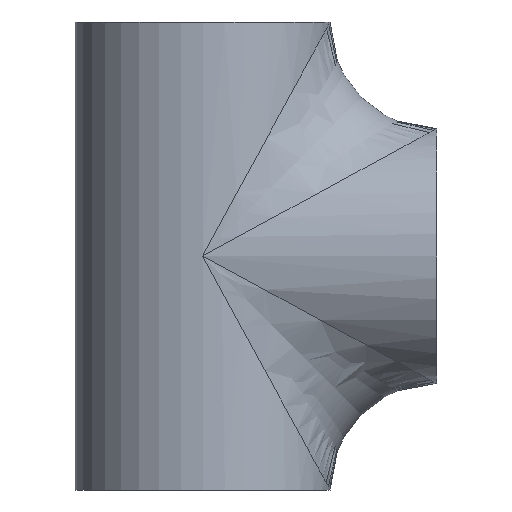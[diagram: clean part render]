
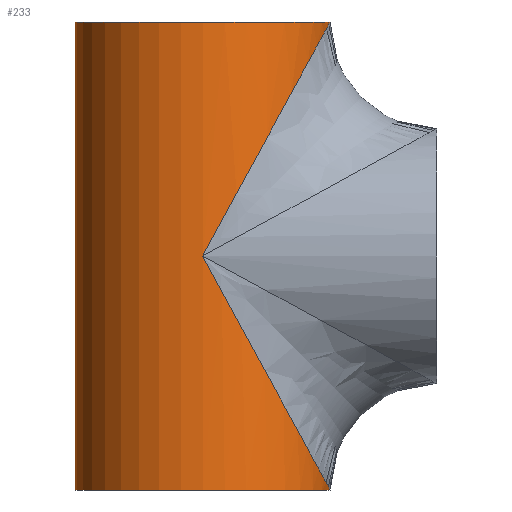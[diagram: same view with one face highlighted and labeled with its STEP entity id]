
A CAD part, front view. The second image highlights one B-rep face of the part: STEP entity #233.
In plain terms, the highlighted cylindrical face has radius 57.15 mm (diameter 114.3 mm), a partial arc.
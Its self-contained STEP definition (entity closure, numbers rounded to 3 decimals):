
#4 = FACE_OUTER_BOUND ( 'NONE', #493, .T. ) ;
#28 = CARTESIAN_POINT ( 'NONE',  ( 57.15, -33.478, 105. ) ) ;
#77 = AXIS2_PLACEMENT_3D ( 'NONE', #911, #1133, #649 ) ;
#96 = VERTEX_POINT ( 'NONE', #508 ) ;
#122 = CARTESIAN_POINT ( 'NONE',  ( 0., -57.15, 0. ) ) ;
#140 = CIRCLE ( 'NONE', #77, 57.15 ) ;
#178 = ORIENTED_EDGE ( 'NONE', *, *, #259, .T. ) ;
#233 = ADVANCED_FACE ( 'NONE', ( #4 ), #990, .T. ) ;
#234 = DIRECTION ( 'NONE',  ( 0., 0., -1. ) ) ;
#248 = CARTESIAN_POINT ( 'NONE',  ( 57.15, -33.478, -105. ) ) ;
#259 = EDGE_CURVE ( 'NONE', #772, #96, #436, .T. ) ;
#292 = CARTESIAN_POINT ( 'NONE',  ( 33.478, -57.15, 61.508 ) ) ;
#297 = AXIS2_PLACEMENT_3D ( 'NONE', #896, #507, #499 ) ;
#343 = EDGE_CURVE ( 'NONE', #1038, #96, #140, .T. ) ;
#375 = VECTOR ( 'NONE', #234, 1000. ) ;
#436 =( BOUNDED_CURVE ( )  B_SPLINE_CURVE ( 3, ( #122, #292, #28, #979 ),
 .UNSPECIFIED., .F., .F. ) 
 B_SPLINE_CURVE_WITH_KNOTS ( ( 4, 4 ),
 ( 1.571, 3.142 ),
 .UNSPECIFIED. ) 
 CURVE ( )  GEOMETRIC_REPRESENTATION_ITEM ( )  RATIONAL_B_SPLINE_CURVE ( ( 1., 0.805, 0.805, 1. ) ) 
 REPRESENTATION_ITEM ( '' )  );
#451 = ORIENTED_EDGE ( 'NONE', *, *, #546, .T. ) ;
#465 = DIRECTION ( 'NONE',  ( 0., 0., 1. ) ) ;
#467 = VERTEX_POINT ( 'NONE', #959 ) ;
#493 = EDGE_LOOP ( 'NONE', ( #681, #746, #451, #674, #178 ) ) ;
#499 = DIRECTION ( 'NONE',  ( -1., 0., 0. ) ) ;
#507 = DIRECTION ( 'NONE',  ( 0., 0., -1. ) ) ;
#508 = CARTESIAN_POINT ( 'NONE',  ( 57.15, 0., 105. ) ) ;
#546 = EDGE_CURVE ( 'NONE', #467, #1140, #1235, .T. ) ;
#565 = DIRECTION ( 'NONE',  ( 1., 0., 0. ) ) ;
#649 = DIRECTION ( 'NONE',  ( 1., 0., 0. ) ) ;
#674 = ORIENTED_EDGE ( 'NONE', *, *, #1007, .T. ) ;
#681 = ORIENTED_EDGE ( 'NONE', *, *, #343, .F. ) ;
#710 = AXIS2_PLACEMENT_3D ( 'NONE', #984, #465, #565 ) ;
#746 = ORIENTED_EDGE ( 'NONE', *, *, #1108, .T. ) ;
#772 = VERTEX_POINT ( 'NONE', #1233 ) ;
#775 =( BOUNDED_CURVE ( )  B_SPLINE_CURVE ( 3, ( #930, #248, #906, #821 ),
 .UNSPECIFIED., .F., .T. ) 
 B_SPLINE_CURVE_WITH_KNOTS ( ( 4, 4 ),
 ( 3.142, 4.712 ),
 .UNSPECIFIED. ) 
 CURVE ( )  GEOMETRIC_REPRESENTATION_ITEM ( )  RATIONAL_B_SPLINE_CURVE ( ( 1., 0.805, 0.805, 1. ) ) 
 REPRESENTATION_ITEM ( '' )  );
#808 = CARTESIAN_POINT ( 'NONE',  ( -57.15, 0., 105. ) ) ;
#821 = CARTESIAN_POINT ( 'NONE',  ( 0., -57.15, 0. ) ) ;
#896 = CARTESIAN_POINT ( 'NONE',  ( 0., 0., 105. ) ) ;
#906 = CARTESIAN_POINT ( 'NONE',  ( 33.478, -57.15, -61.508 ) ) ;
#911 = CARTESIAN_POINT ( 'NONE',  ( 0., 0., 105. ) ) ;
#930 = CARTESIAN_POINT ( 'NONE',  ( 57.15, 0., -105. ) ) ;
#959 = CARTESIAN_POINT ( 'NONE',  ( -57.15, 0., -105. ) ) ;
#979 = CARTESIAN_POINT ( 'NONE',  ( 57.15, 0., 105. ) ) ;
#984 = CARTESIAN_POINT ( 'NONE',  ( 0., 0., -105. ) ) ;
#990 = CYLINDRICAL_SURFACE ( 'NONE', #297, 57.15 ) ;
#1007 = EDGE_CURVE ( 'NONE', #1140, #772, #775, .T. ) ;
#1011 = CARTESIAN_POINT ( 'NONE',  ( -57.15, 0., 105. ) ) ;
#1038 = VERTEX_POINT ( 'NONE', #1011 ) ;
#1103 = LINE ( 'NONE', #808, #375 ) ;
#1108 = EDGE_CURVE ( 'NONE', #1038, #467, #1103, .T. ) ;
#1133 = DIRECTION ( 'NONE',  ( 0., 0., 1. ) ) ;
#1140 = VERTEX_POINT ( 'NONE', #1182 ) ;
#1182 = CARTESIAN_POINT ( 'NONE',  ( 57.15, 0., -105. ) ) ;
#1233 = CARTESIAN_POINT ( 'NONE',  ( 0., -57.15, 0. ) ) ;
#1235 = CIRCLE ( 'NONE', #710, 57.15 ) ;
